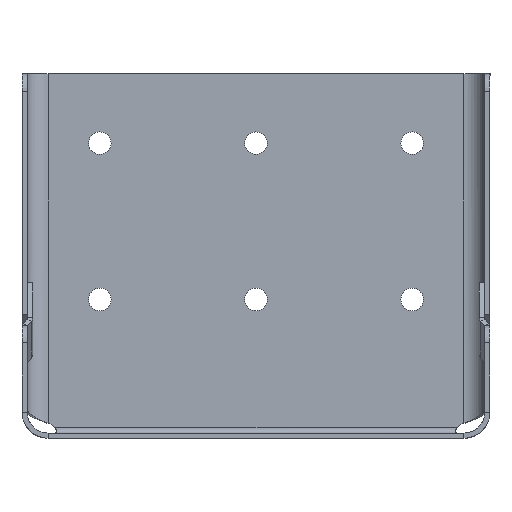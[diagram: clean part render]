
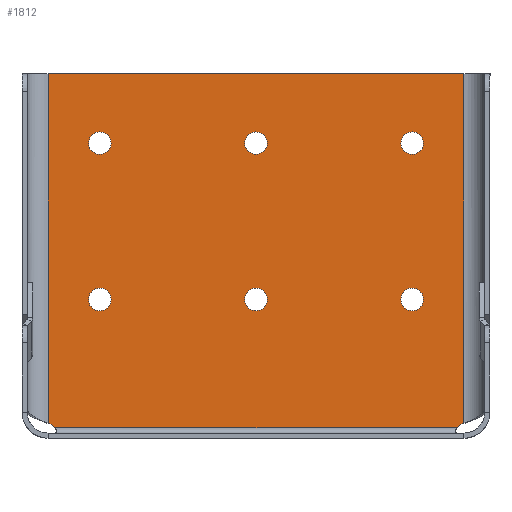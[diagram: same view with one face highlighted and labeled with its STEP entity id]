
A CAD part, left-side view. The second image highlights one B-rep face of the part: STEP entity #1812.
In plain terms, the highlighted planar face has unit normal (-1, 0, 0).
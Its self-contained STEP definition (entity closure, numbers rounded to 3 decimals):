
#27=FACE_BOUND('',#343,.T.);
#28=FACE_BOUND('',#344,.T.);
#29=FACE_BOUND('',#345,.T.);
#30=FACE_BOUND('',#346,.T.);
#31=FACE_BOUND('',#347,.T.);
#32=FACE_BOUND('',#348,.T.);
#121=PLANE('',#1998);
#222=FACE_OUTER_BOUND('',#342,.T.);
#342=EDGE_LOOP('',(#1614,#1615,#1616,#1617,#1618,#1619));
#343=EDGE_LOOP('',(#1620));
#344=EDGE_LOOP('',(#1621));
#345=EDGE_LOOP('',(#1622));
#346=EDGE_LOOP('',(#1623));
#347=EDGE_LOOP('',(#1624));
#348=EDGE_LOOP('',(#1625));
#383=CIRCLE('',#1914,6.5);
#385=CIRCLE('',#1917,6.5);
#387=CIRCLE('',#1920,6.5);
#389=CIRCLE('',#1923,6.5);
#391=CIRCLE('',#1926,6.5);
#393=CIRCLE('',#1929,6.5);
#424=CIRCLE('',#1999,6.);
#425=CIRCLE('',#2000,6.);
#564=LINE('',#2951,#736);
#570=LINE('',#3064,#742);
#588=LINE('',#3226,#760);
#591=LINE('',#3237,#763);
#736=VECTOR('',#2391,10.);
#742=VECTOR('',#2411,10.);
#760=VECTOR('',#2475,10.);
#763=VECTOR('',#2486,10.);
#855=VERTEX_POINT('',#2820);
#857=VERTEX_POINT('',#2826);
#859=VERTEX_POINT('',#2832);
#861=VERTEX_POINT('',#2838);
#863=VERTEX_POINT('',#2844);
#865=VERTEX_POINT('',#2850);
#888=VERTEX_POINT('',#2930);
#890=VERTEX_POINT('',#2937);
#894=VERTEX_POINT('',#3046);
#895=VERTEX_POINT('',#3062);
#911=VERTEX_POINT('',#3234);
#912=VERTEX_POINT('',#3236);
#1048=EDGE_CURVE('',#855,#855,#383,.T.);
#1051=EDGE_CURVE('',#857,#857,#385,.T.);
#1054=EDGE_CURVE('',#859,#859,#387,.T.);
#1057=EDGE_CURVE('',#861,#861,#389,.T.);
#1060=EDGE_CURVE('',#863,#863,#391,.T.);
#1063=EDGE_CURVE('',#865,#865,#393,.T.);
#1109=EDGE_CURVE('',#888,#890,#564,.T.);
#1120=EDGE_CURVE('',#894,#895,#570,.T.);
#1150=EDGE_CURVE('',#888,#895,#588,.T.);
#1154=EDGE_CURVE('',#890,#911,#424,.T.);
#1155=EDGE_CURVE('',#911,#912,#591,.T.);
#1156=EDGE_CURVE('',#912,#894,#425,.T.);
#1614=ORIENTED_EDGE('',*,*,#1109,.T.);
#1615=ORIENTED_EDGE('',*,*,#1154,.T.);
#1616=ORIENTED_EDGE('',*,*,#1155,.T.);
#1617=ORIENTED_EDGE('',*,*,#1156,.T.);
#1618=ORIENTED_EDGE('',*,*,#1120,.T.);
#1619=ORIENTED_EDGE('',*,*,#1150,.F.);
#1620=ORIENTED_EDGE('',*,*,#1048,.T.);
#1621=ORIENTED_EDGE('',*,*,#1051,.T.);
#1622=ORIENTED_EDGE('',*,*,#1054,.T.);
#1623=ORIENTED_EDGE('',*,*,#1057,.T.);
#1624=ORIENTED_EDGE('',*,*,#1060,.T.);
#1625=ORIENTED_EDGE('',*,*,#1063,.T.);
#1812=ADVANCED_FACE('',(#222,#27,#28,#29,#30,#31,#32),#121,.T.);
#1914=AXIS2_PLACEMENT_3D('',#2821,#2257,#2258);
#1917=AXIS2_PLACEMENT_3D('',#2827,#2264,#2265);
#1920=AXIS2_PLACEMENT_3D('',#2833,#2271,#2272);
#1923=AXIS2_PLACEMENT_3D('',#2839,#2278,#2279);
#1926=AXIS2_PLACEMENT_3D('',#2845,#2285,#2286);
#1929=AXIS2_PLACEMENT_3D('',#2851,#2292,#2293);
#1998=AXIS2_PLACEMENT_3D('',#3233,#2482,#2483);
#1999=AXIS2_PLACEMENT_3D('',#3235,#2484,#2485);
#2000=AXIS2_PLACEMENT_3D('',#3238,#2487,#2488);
#2257=DIRECTION('center_axis',(1.,0.,0.));
#2258=DIRECTION('ref_axis',(0.,0.,1.));
#2264=DIRECTION('center_axis',(1.,0.,0.));
#2265=DIRECTION('ref_axis',(0.,0.,1.));
#2271=DIRECTION('center_axis',(1.,0.,0.));
#2272=DIRECTION('ref_axis',(0.,0.,1.));
#2278=DIRECTION('center_axis',(1.,0.,0.));
#2279=DIRECTION('ref_axis',(0.,0.,1.));
#2285=DIRECTION('center_axis',(1.,0.,0.));
#2286=DIRECTION('ref_axis',(0.,0.,1.));
#2292=DIRECTION('center_axis',(1.,0.,0.));
#2293=DIRECTION('ref_axis',(0.,0.,1.));
#2391=DIRECTION('',(0.,0.,-1.));
#2411=DIRECTION('',(0.,0.,1.));
#2475=DIRECTION('',(0.,-1.,0.));
#2482=DIRECTION('center_axis',(-1.,0.,0.));
#2483=DIRECTION('ref_axis',(0.,0.,
1.));
#2484=DIRECTION('center_axis',(1.,0.,0.));
#2485=DIRECTION('ref_axis',(0.,0.,
1.));
#2486=DIRECTION('',(0.,-1.,0.));
#2487=DIRECTION('center_axis',(1.,0.,0.));
#2488=DIRECTION('ref_axis',(0.,0.,
1.));
#2820=CARTESIAN_POINT('',(207.,134.8,73.5));
#2821=CARTESIAN_POINT('Origin',(207.,134.8,80.));
#2826=CARTESIAN_POINT('',(207.,134.8,163.5));
#2827=CARTESIAN_POINT('Origin',(207.,134.8,170.));
#2832=CARTESIAN_POINT('',(207.,44.8,73.5));
#2833=CARTESIAN_POINT('Origin',(207.,44.8,80.));
#2838=CARTESIAN_POINT('',(207.,44.8,163.5));
#2839=CARTESIAN_POINT('Origin',(207.,44.8,170.));
#2844=CARTESIAN_POINT('',(207.,224.8,163.5));
#2845=CARTESIAN_POINT('Origin',(207.,224.8,170.));
#2850=CARTESIAN_POINT('',(207.,224.8,73.5));
#2851=CARTESIAN_POINT('Origin',(207.,224.8,80.));
#2930=CARTESIAN_POINT('',(207.,254.6,210.));
#2937=CARTESIAN_POINT('',(207.,254.6,8.523));
#2951=CARTESIAN_POINT('',(207.,254.6,5.565));
#3046=CARTESIAN_POINT('',(207.,15.,8.523));
#3062=CARTESIAN_POINT('',(207.,15.,210.));
#3064=CARTESIAN_POINT('',(207.,15.,106.304));
#3226=CARTESIAN_POINT('',(207.,0.,210.));
#3233=CARTESIAN_POINT('Origin',(207.,134.8,2.607));
#3234=CARTESIAN_POINT('',(207.,250.651,6.));
#3235=CARTESIAN_POINT('Origin',(207.,255.6,2.607));
#3236=CARTESIAN_POINT('',(207.,18.949,6.));
#3237=CARTESIAN_POINT('',(207.,76.874,6.));
#3238=CARTESIAN_POINT('Origin',(207.,14.,2.607));
